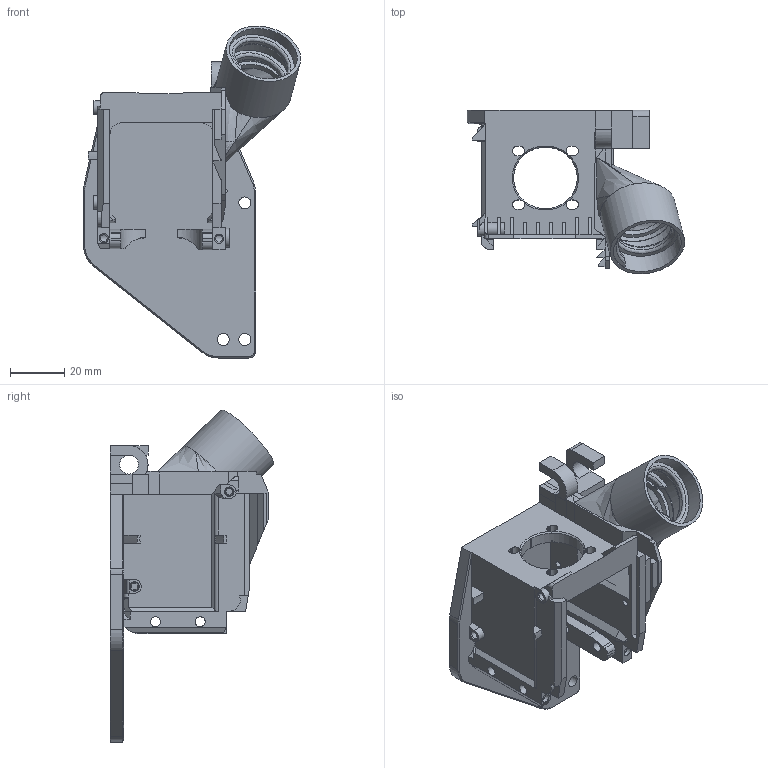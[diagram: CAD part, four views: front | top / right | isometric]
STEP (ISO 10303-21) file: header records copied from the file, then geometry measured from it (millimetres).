
FILE_DESCRIPTION(/* description */ ('','CAx-IF Rec.Pracs.---Representation and Presentation of Product Manufacturing Information (PMI)---4.0---2014-10-13'),/* implementation_level */ '2;1');
FILE_NAME(/* name */ 'Sovol-SV04-Right-Extruder.step',/* time_stamp */ '2024-12-08T22:13:05+01:00',/* author */ (''),/* organization */ (''),/* preprocessor_version */ 'ST-DEVELOPER v20',/* originating_system */ 'Autodesk Translation Framework v13.20.0.188',/* authorisation */ '');
FILE_SCHEMA (('AP242_MANAGED_MODEL_BASED_3D_ENGINEERING_MIM_LF { 1 0 10303 442 1 1 4 }'));
Length unit declared in the file: millimetre
Products named in the file (1): Pellet Adapter von Marvin neu v57
Bounding box: 80.17 x 60.46 x 122.56 mm (x, y, z)
Volume: 53854.6 mm3; surface area: 35631.7 mm2
Topology: 1 solids, 5 shells, 455 faces, 1289 edges, 833 vertices
Faces by surface type: plane 293, cylinder 95, cone 46, bspline 20, torus 1
Full cylindrical faces by diameter (mm): 2.3 x2, 2.5 x1, 2.6 x2, 3.7 x4, 4.4 x3, 20.7 x1, 22 x1, 24.6 x1, 25 x1, 25.4 x2, 25.5 x2, 28 x1
Entity records: 18302 total; most frequent: CARTESIAN_POINT 6473, ORIENTED_EDGE 2576, DIRECTION 2336, EDGE_CURVE 1288, LINE 858, VECTOR 858, VERTEX_POINT 833, AXIS2_PLACEMENT_3D 739
